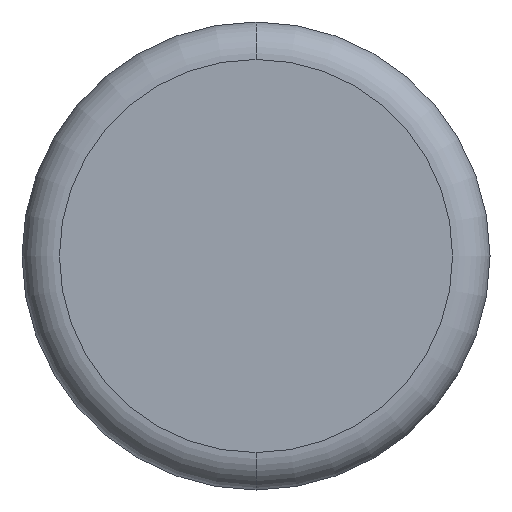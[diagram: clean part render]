
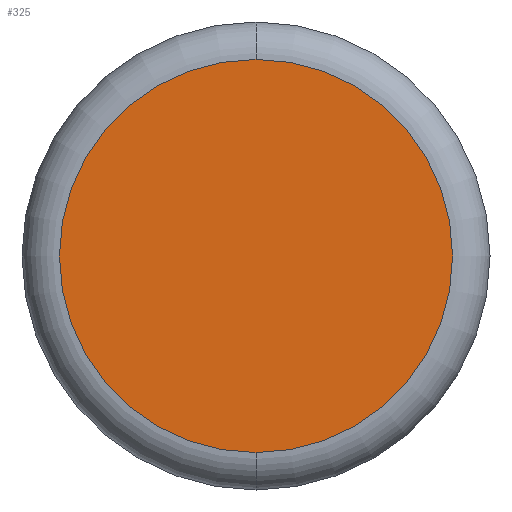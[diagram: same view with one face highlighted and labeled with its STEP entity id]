
A CAD part, front view. The second image highlights one B-rep face of the part: STEP entity #325.
In plain terms, the highlighted planar face has unit normal (0, -1, 0).
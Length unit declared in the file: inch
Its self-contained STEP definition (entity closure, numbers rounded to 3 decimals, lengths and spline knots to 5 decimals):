
#14 = AXIS2_PLACEMENT_3D ( 'NONE', #226, #163, #34 ) ;
#21 = PLANE ( 'NONE',  #158 ) ;
#24 = DIRECTION ( 'NONE',  ( 0., 0., -1. ) ) ;
#34 = DIRECTION ( 'NONE',  ( 0., 0., -1. ) ) ;
#37 = ORIENTED_EDGE ( 'NONE', *, *, #81, .T. ) ;
#81 = EDGE_CURVE ( 'NONE', #133, #284, #162, .T. ) ;
#110 = ORIENTED_EDGE ( 'NONE', *, *, #154, .T. ) ;
#133 = VERTEX_POINT ( 'NONE', #247 ) ;
#154 = EDGE_CURVE ( 'NONE', #284, #133, #257, .T. ) ;
#157 = CARTESIAN_POINT ( 'NONE',  ( 0., 0., 0. ) ) ;
#158 = AXIS2_PLACEMENT_3D ( 'NONE', #157, #334, #24 ) ;
#162 = CIRCLE ( 'NONE', #14, 0.315 ) ;
#163 = DIRECTION ( 'NONE',  ( 0., -1., 0. ) ) ;
#177 = DIRECTION ( 'NONE',  ( 0., 0., -1. ) ) ;
#226 = CARTESIAN_POINT ( 'NONE',  ( 0., 0., 0. ) ) ;
#236 = DIRECTION ( 'NONE',  ( 0., -1., 0. ) ) ;
#247 = CARTESIAN_POINT ( 'NONE',  ( 0., 0., -0.315 ) ) ;
#257 = CIRCLE ( 'NONE', #368, 0.315 ) ;
#284 = VERTEX_POINT ( 'NONE', #348 ) ;
#285 = EDGE_LOOP ( 'NONE', ( #37, #110 ) ) ;
#286 = FACE_OUTER_BOUND ( 'NONE', #285, .T. ) ;
#319 = CARTESIAN_POINT ( 'NONE',  ( 0., 0., 0. ) ) ;
#325 = ADVANCED_FACE ( 'NONE', ( #286 ), #21, .T. ) ;
#334 = DIRECTION ( 'NONE',  ( 0., -1., 0. ) ) ;
#348 = CARTESIAN_POINT ( 'NONE',  ( 0., 0., 0.315 ) ) ;
#368 = AXIS2_PLACEMENT_3D ( 'NONE', #319, #236, #177 ) ;
